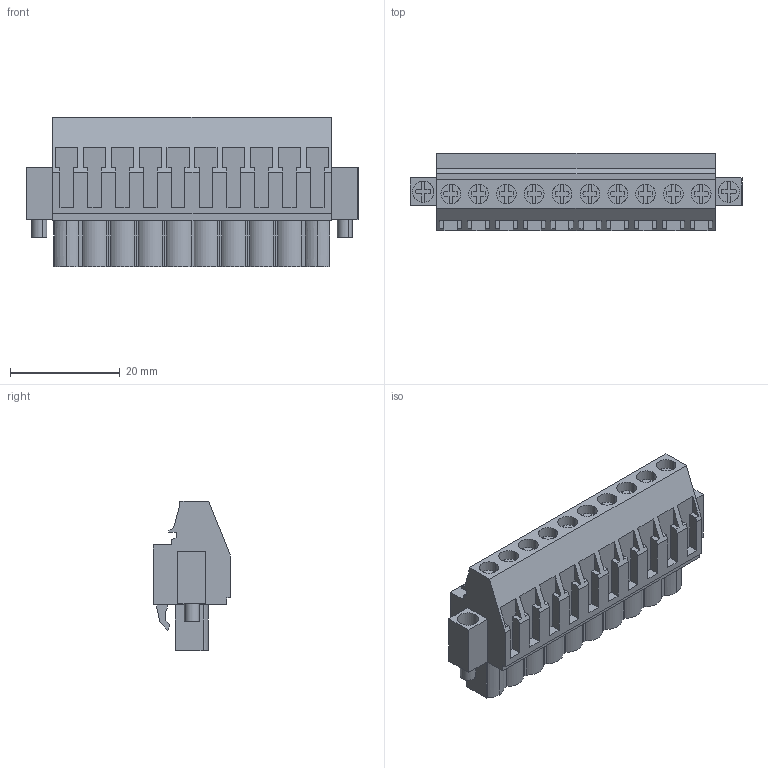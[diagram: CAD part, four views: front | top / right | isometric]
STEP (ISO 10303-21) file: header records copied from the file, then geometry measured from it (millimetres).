
FILE_DESCRIPTION(('CATIA V5 STEP','CAx-IF Rec.Pracs.--- Model Styling and Organization---1.2---2011-12-15'),'2;1');
FILE_NAME ('7246763_2_1949880000_1949880000.stp','2017-09-09T11:00:56+00:00',('none'),('Weidmueller'),'CATIA Version 5-6 Release 2014','CATIA V5 STEP AP214','none');
FILE_SCHEMA(('AUTOMOTIVE_DESIGN { 1 0 10303 214 1 1 1 1 }'));
Length unit declared in the file: millimetre
Products named in the file (1): 1949880000
Bounding box: 60.6 x 14.1 x 27.2 mm (x, y, z)
Volume: 11994.9 mm3; surface area: 7586.5 mm2
Topology: 13 solids, 13 shells, 724 faces, 1985 edges, 1336 vertices
Faces by surface type: plane 612, cylinder 108, extrusion 4
Entity records: 21819 total; most frequent: CARTESIAN_POINT 4232, ORIENTED_EDGE 3970, DIRECTION 2979, EDGE_CURVE 1985, VECTOR 1717, LINE 1713, VERTEX_POINT 1336, EDGE_LOOP 777
